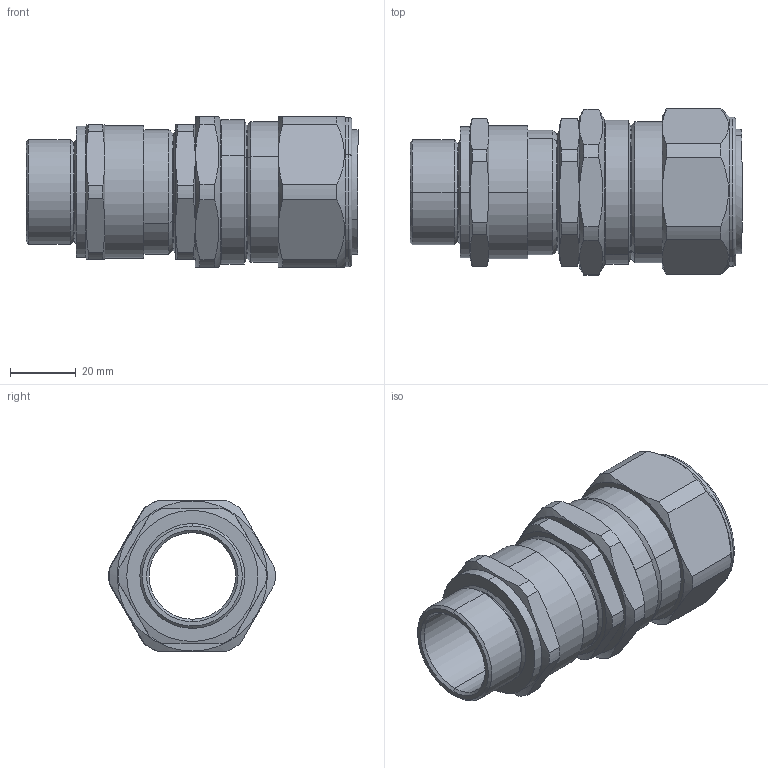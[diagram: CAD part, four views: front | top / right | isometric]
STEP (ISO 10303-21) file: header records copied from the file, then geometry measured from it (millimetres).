
FILE_DESCRIPTION (( 'STEP AP203' ), '1' );
FILE_NAME ('32E%1RA.STEP', '2021-04-21T10:27:33', ( '' ), ( '' ), 'SwSTEP 2.0', 'SolidWorks 2017', '' );
FILE_SCHEMA (( 'CONFIG_CONTROL_DESIGN' ));
Length unit declared in the file: millimetre
Products named in the file (1): 32E%1RA
Bounding box: 101.3 x 50.76 x 46.02 mm (x, y, z)
Volume: 63824.3 mm3; surface area: 27086.4 mm2
Topology: 1 solids, 1 shells, 146 faces, 346 edges, 212 vertices
Faces by surface type: cylinder 52, cone 50, plane 38, torus 6
Entity records: 4661 total; most frequent: CARTESIAN_POINT 1233, DIRECTION 726, ORIENTED_EDGE 692, EDGE_CURVE 346, AXIS2_PLACEMENT_3D 309, VERTEX_POINT 212, CIRCLE 162, EDGE_LOOP 158
